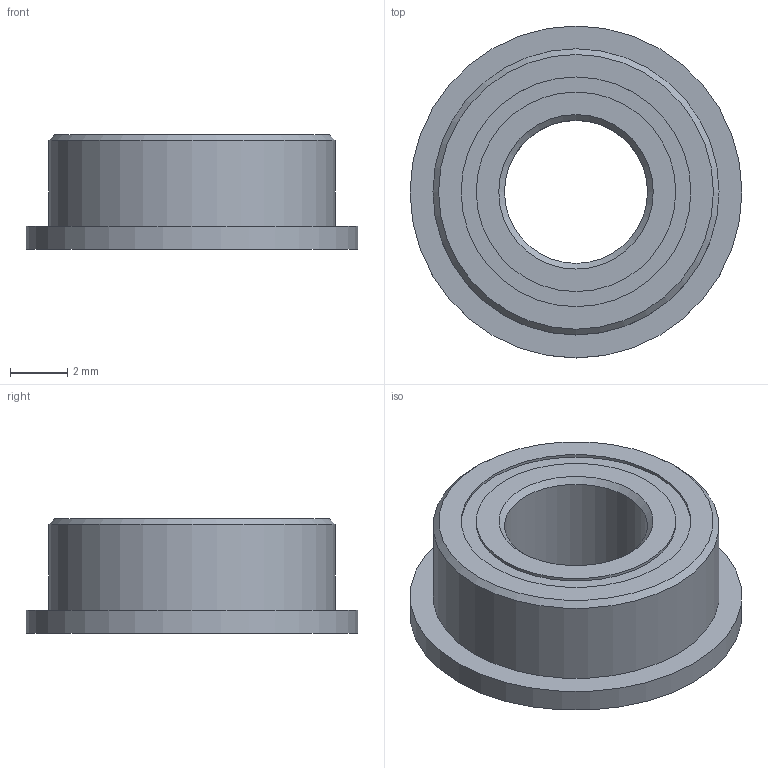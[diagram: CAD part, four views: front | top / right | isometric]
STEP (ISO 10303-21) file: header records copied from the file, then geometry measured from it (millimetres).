
FILE_DESCRIPTION(/* description */ ('Unknown'),/* implementation_level */ '2;1');
FILE_NAME(/* name */ 'BearingCap-10-5',/* time_stamp */ '2021-05-28T17:52:08-05:00',/* author */ ('Unknown'),/* organization */ ('Unknown'),/* preprocessor_version */ 'ST-DEVELOPER v16.7',/* originating_system */ 'Solid Edge',/* authorisation */ 'Unknown');
FILE_SCHEMA (('AUTOMOTIVE_DESIGN {1 0 10303 214 3 1 1}'));
Length unit declared in the file: millimetre
Products named in the file (1): 7804K136_STAINLESS STEEL BALL BEARING
Bounding box: 11.6 x 11.6 x 4 mm (x, y, z)
Volume: 229.7 mm3; surface area: 820.3 mm2
Topology: 16 solids, 16 shells, 37 faces, 77 edges, 49 vertices
Faces by surface type: sphere 12, cylinder 11, plane 9, cone 3, torus 2
Full cylindrical faces by diameter (mm): 5 x1, 6.973 x4, 8.027 x4, 10 x1, 11.6 x1
Entity records: 794 total; most frequent: DIRECTION 126, CARTESIAN_POINT 100, AXIS2_PLACEMENT_3D 63, FACE_BOUND 62, ORIENTED_EDGE 50, EDGE_LOOP 50, VERTEX_POINT 37, ADVANCED_FACE 37
